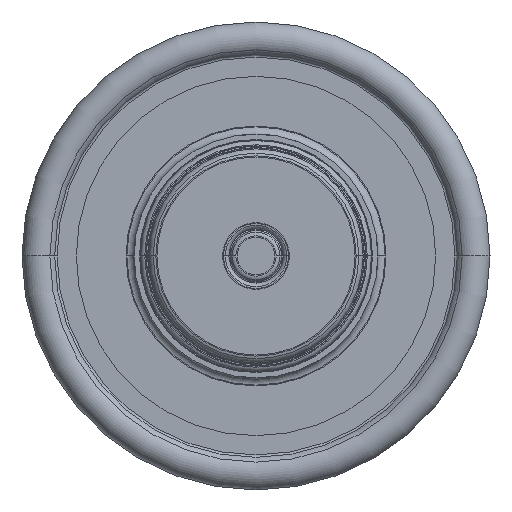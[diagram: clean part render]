
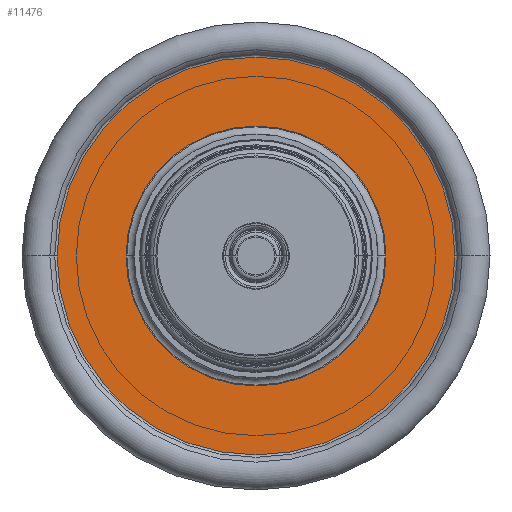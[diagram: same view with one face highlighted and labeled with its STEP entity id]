
A CAD part, front view. The second image highlights one B-rep face of the part: STEP entity #11476.
In plain terms, the highlighted face is planar.
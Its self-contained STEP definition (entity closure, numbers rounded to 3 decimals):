
#8654=CARTESIAN_POINT('',(0.,15.2,0.));
#8655=DIRECTION('',(0.,-1.,0.));
#8656=DIRECTION('',(1.,0.,0.));
#8657=AXIS2_PLACEMENT_3D('',#8654,#8655,#8656);
#8662=CARTESIAN_POINT('',(0.,15.2,0.));
#8663=DIRECTION('',(0.,-1.,0.));
#8664=DIRECTION('',(-1.,0.,0.));
#8665=AXIS2_PLACEMENT_3D('',#8662,#8663,#8664);
#8670=CARTESIAN_POINT('',(0.,15.2,0.));
#8671=DIRECTION('',(0.,1.,0.));
#8672=DIRECTION('',(-1.,0.,0.));
#8673=AXIS2_PLACEMENT_3D('',#8670,#8671,#8672);
#8678=CARTESIAN_POINT('',(0.,15.2,0.));
#8679=DIRECTION('',(0.,1.,0.));
#8680=DIRECTION('',(1.,0.,0.));
#8681=AXIS2_PLACEMENT_3D('',#8678,#8679,#8680);
#9775=CARTESIAN_POINT('',(24.05,15.2,0.));
#9776=CARTESIAN_POINT('',(-24.05,15.2,0.));
#9777=VERTEX_POINT('',#9775);
#9778=VERTEX_POINT('',#9776);
#9779=CARTESIAN_POINT('',(36.814,15.2,0.));
#9780=CARTESIAN_POINT('',(-36.814,15.2,0.));
#9781=VERTEX_POINT('',#9779);
#9782=VERTEX_POINT('',#9780);
#11460=CARTESIAN_POINT('',(0.,15.2,0.));
#11461=DIRECTION('',(0.,1.,0.));
#11462=DIRECTION('',(1.,0.,0.));
#11463=AXIS2_PLACEMENT_3D('',#11460,#11461,#11462);
#11464=PLANE('',#11463);
#11466=ORIENTED_EDGE('',*,*,#11465,.T.);
#11468=ORIENTED_EDGE('',*,*,#11467,.T.);
#11469=EDGE_LOOP('',(#11466,#11468));
#11470=FACE_OUTER_BOUND('',#11469,.F.);
#11472=ORIENTED_EDGE('',*,*,#11471,.T.);
#11473=ORIENTED_EDGE('',*,*,#11450,.T.);
#11474=EDGE_LOOP('',(#11472,#11473));
#11475=FACE_BOUND('',#11474,.F.);
#8658=CIRCLE('',#8657,36.814);
#8666=CIRCLE('',#8665,36.814);
#8674=CIRCLE('',#8673,24.05);
#8682=CIRCLE('',#8681,24.05);
#11450=EDGE_CURVE('',#9777,#9778,#8682,.T.);
#11465=EDGE_CURVE('',#9781,#9782,#8658,.T.);
#11467=EDGE_CURVE('',#9782,#9781,#8666,.T.);
#11471=EDGE_CURVE('',#9778,#9777,#8674,.T.);
#11476=ADVANCED_FACE('',(#11470,#11475),#11464,.T.);
